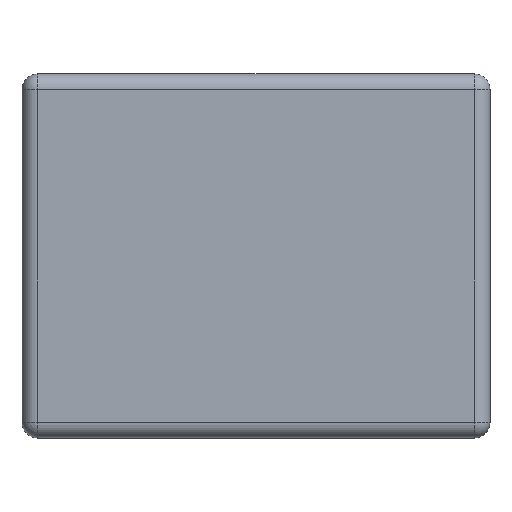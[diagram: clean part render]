
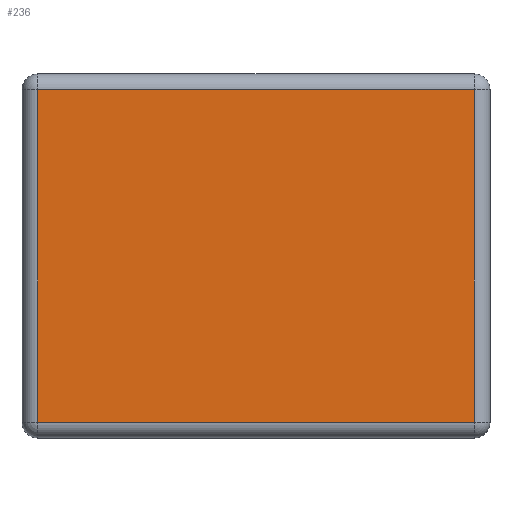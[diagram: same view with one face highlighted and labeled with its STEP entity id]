
A CAD part, top view. The second image highlights one B-rep face of the part: STEP entity #236.
In plain terms, the highlighted planar face has unit normal (0, 0, 1).
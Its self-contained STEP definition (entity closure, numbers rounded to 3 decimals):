
#236 = ADVANCED_FACE( '', ( #494 ), #495, .T. );
#494 = FACE_OUTER_BOUND( '', #767, .T. );
#495 = PLANE( '', #768 );
#767 = EDGE_LOOP( '', ( #1363, #1364, #1365, #1366 ) );
#768 = AXIS2_PLACEMENT_3D( '', #1367, #1368, #1369 );
#1363 = ORIENTED_EDGE( '', *, *, #1793, .T. );
#1364 = ORIENTED_EDGE( '', *, *, #1664, .T. );
#1365 = ORIENTED_EDGE( '', *, *, #1749, .T. );
#1366 = ORIENTED_EDGE( '', *, *, #1604, .T. );
#1367 = CARTESIAN_POINT( '', ( 0., 0., 17. ) );
#1368 = DIRECTION( '', ( 0., 0., 1. ) );
#1369 = DIRECTION( '', ( 1., 0., 0. ) );
#1604 = EDGE_CURVE( '', #1915, #1919, #1921, .T. );
#1664 = EDGE_CURVE( '', #2013, #1933, #2014, .T. );
#1749 = EDGE_CURVE( '', #1933, #1915, #2136, .T. );
#1793 = EDGE_CURVE( '', #1919, #2013, #2191, .T. );
#1915 = VERTEX_POINT( '', #2349 );
#1919 = VERTEX_POINT( '', #2354 );
#1921 = LINE( '', #2356, #2357 );
#1933 = VERTEX_POINT( '', #2374 );
#2013 = VERTEX_POINT( '', #2486 );
#2014 = LINE( '', #2487, #2488 );
#2136 = LINE( '', #2665, #2666 );
#2191 = LINE( '', #2743, #2744 );
#2349 = CARTESIAN_POINT( '', ( -21., -16., 17. ) );
#2354 = CARTESIAN_POINT( '', ( 21., -16., 17. ) );
#2356 = CARTESIAN_POINT( '', ( 22.5, -16., 17. ) );
#2357 = VECTOR( '', #2841, 1000. );
#2374 = CARTESIAN_POINT( '', ( -21., 16., 17. ) );
#2486 = CARTESIAN_POINT( '', ( 21., 16., 17. ) );
#2487 = CARTESIAN_POINT( '', ( -22.5, 16., 17. ) );
#2488 = VECTOR( '', #2897, 1000. );
#2665 = CARTESIAN_POINT( '', ( -21., -17.5, 17. ) );
#2666 = VECTOR( '', #2977, 1000. );
#2743 = CARTESIAN_POINT( '', ( 21., 17.5, 17. ) );
#2744 = VECTOR( '', #3012, 1000. );
#2841 = DIRECTION( '', ( 1., 0., 0. ) );
#2897 = DIRECTION( '', ( -1., 0., 0. ) );
#2977 = DIRECTION( '', ( 0., -1., 0. ) );
#3012 = DIRECTION( '', ( 0., 1., 0. ) );
